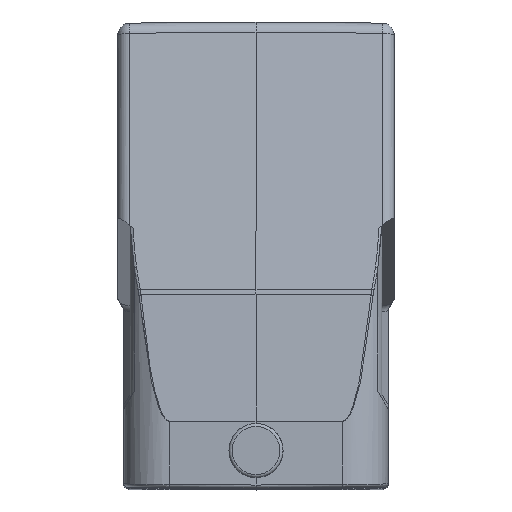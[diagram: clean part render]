
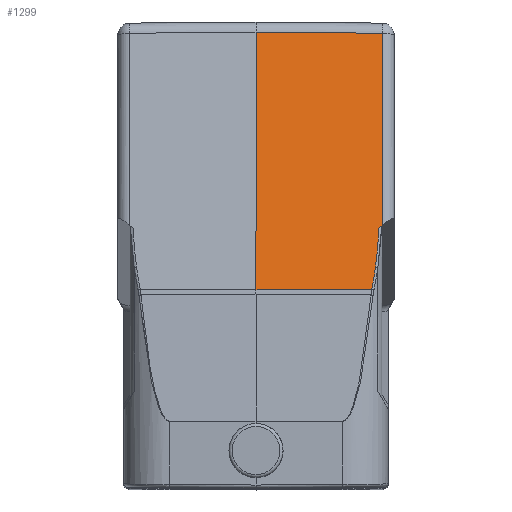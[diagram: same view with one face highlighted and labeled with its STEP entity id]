
A CAD part, top view. The second image highlights one B-rep face of the part: STEP entity #1299.
In plain terms, the highlighted planar face has unit normal (0.009, 0.174, 0.985).
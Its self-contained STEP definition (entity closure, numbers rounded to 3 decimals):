
#791=CIRCLE('',#9516,62.354);
#1299=ADVANCED_FACE('',(#2014),#1547,.T.);
#1547=PLANE('',#9603);
#2014=FACE_OUTER_BOUND('',#2561,.T.);
#2561=EDGE_LOOP('',(#5126,#5127,#5128,#5129,#5130,#5131,#5132));
#2770=ELLIPSE('',#9602,40.313,7.);
#5126=ORIENTED_EDGE('',*,*,#7182,.F.);
#5127=ORIENTED_EDGE('',*,*,#7177,.F.);
#5128=ORIENTED_EDGE('',*,*,#7175,.T.);
#5129=ORIENTED_EDGE('',*,*,#7278,.F.);
#5130=ORIENTED_EDGE('',*,*,#7279,.F.);
#5131=ORIENTED_EDGE('',*,*,#7280,.T.);
#5132=ORIENTED_EDGE('',*,*,#7281,.F.);
#5994=VERTEX_POINT('',#16210);
#5995=VERTEX_POINT('',#16214);
#5996=VERTEX_POINT('',#16218);
#5999=VERTEX_POINT('',#16243);
#6048=VERTEX_POINT('',#16563);
#6050=VERTEX_POINT('',#16576);
#6051=VERTEX_POINT('',#16578);
#7175=EDGE_CURVE('',#5995,#5994,#7962,.T.);
#7177=EDGE_CURVE('',#5995,#5996,#7963,.T.);
#7182=EDGE_CURVE('',#5996,#5999,#791,.T.);
#7278=EDGE_CURVE('',#6048,#5994,#8006,.T.);
#7279=EDGE_CURVE('',#6050,#6048,#8007,.T.);
#7280=EDGE_CURVE('',#6050,#6051,#8008,.T.);
#7281=EDGE_CURVE('',#5999,#6051,#2770,.T.);
#7962=LINE('',#16213,#8666);
#7963=LINE('',#16217,#8667);
#8006=LINE('',#16573,#8710);
#8007=LINE('',#16575,#8711);
#8008=LINE('',#16577,#8712);
#8666=VECTOR('',#11827,1.);
#8667=VECTOR('',#11832,1.);
#8710=VECTOR('',#12049,1.);
#8711=VECTOR('',#12052,1.);
#8712=VECTOR('',#12053,1.);
#9516=AXIS2_PLACEMENT_3D('',#16248,#11837,#11838);
#9602=AXIS2_PLACEMENT_3D('',#16579,#12054,#12055);
#9603=AXIS2_PLACEMENT_3D('',#16580,#12056,#12057);
#11827=DIRECTION('',(0.,0.985,-0.174));
#11832=DIRECTION('',(-0.762,-0.637,0.119));
#11837=DIRECTION('',(-0.009,-0.174,-0.985));
#11838=DIRECTION('',(0.,-0.985,0.174));
#12049=DIRECTION('',(1.,-0.009,-0.007));
#12052=DIRECTION('',(0.,0.985,-0.174));
#12053=DIRECTION('',(1.,-0.001,-0.009));
#12054=DIRECTION('',(-0.009,-0.174,-0.985));
#12055=DIRECTION('',(0.002,-0.985,0.174));
#12056=DIRECTION('',(0.009,0.174,0.985));
#12057=DIRECTION('',(0.,-0.985,0.174));
#16210=CARTESIAN_POINT('',(20.517,19.584,50.546));
#16213=CARTESIAN_POINT('',(20.517,-11.704,56.062));
#16214=CARTESIAN_POINT('',(20.517,-11.704,56.062));
#16217=CARTESIAN_POINT('',(20.517,-11.704,56.062));
#16218=CARTESIAN_POINT('',(19.963,-12.168,56.149));
#16243=CARTESIAN_POINT('',(19.449,-18.497,57.27));
#16248=CARTESIAN_POINT('',(-42.366,-10.389,56.388));
#16563=CARTESIAN_POINT('',(0.,19.763,50.696));
#16573=CARTESIAN_POINT('',(-0.012,19.763,50.696));
#16575=CARTESIAN_POINT('',(0.,-22.153,58.087));
#16576=CARTESIAN_POINT('',(0.,-22.155,58.087));
#16577=CARTESIAN_POINT('',(0.017,-22.155,58.087));
#16578=CARTESIAN_POINT('',(18.848,-22.176,57.924));
#16579=CARTESIAN_POINT('',(14.004,6.729,52.87));
#16580=CARTESIAN_POINT('',(0.,21.415,50.404));
